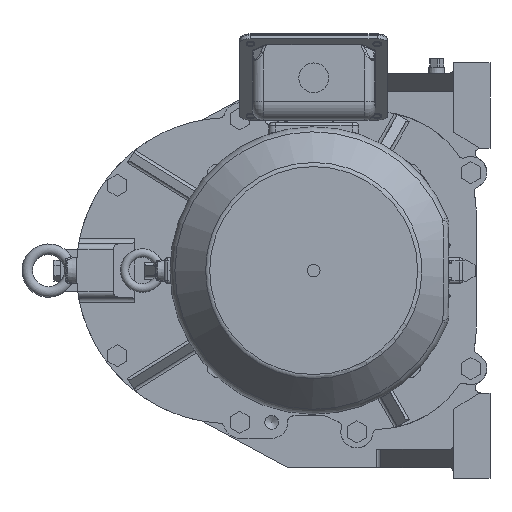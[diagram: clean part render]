
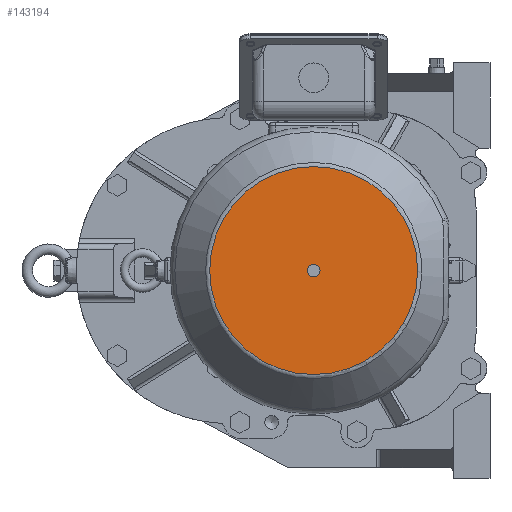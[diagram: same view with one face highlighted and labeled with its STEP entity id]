
A CAD part, left-side view. The second image highlights one B-rep face of the part: STEP entity #143194.
In plain terms, the highlighted planar face has unit normal (-1, 0, 0).
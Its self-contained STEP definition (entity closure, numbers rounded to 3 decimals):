
#3849 = VERTEX_POINT ( 'NONE', #52013 ) ;
#20340 = EDGE_LOOP ( 'NONE', ( #129204 ) ) ;
#23070 = DIRECTION ( 'NONE',  ( 0., 0., -1. ) ) ;
#29975 = AXIS2_PLACEMENT_3D ( 'NONE', #83022, #70441, #23070 ) ;
#42248 = EDGE_CURVE ( 'NONE', #3849, #3849, #100580, .T. ) ;
#52013 = CARTESIAN_POINT ( 'NONE',  ( -424.1, -69.435, -6. ) ) ;
#54193 = CARTESIAN_POINT ( 'NONE',  ( -424.1, -69.435, 0. ) ) ;
#55011 = PLANE ( 'NONE',  #126578 ) ;
#56991 = AXIS2_PLACEMENT_3D ( 'NONE', #54193, #88097, #111785 ) ;
#58058 = ORIENTED_EDGE ( 'NONE', *, *, #128330, .T. ) ;
#66835 = FACE_OUTER_BOUND ( 'NONE', #104783, .T. ) ;
#70441 = DIRECTION ( 'NONE',  ( 1., 0., 0. ) ) ;
#83022 = CARTESIAN_POINT ( 'NONE',  ( -424.1, -69.435, 0. ) ) ;
#88097 = DIRECTION ( 'NONE',  ( -1., 0., 0. ) ) ;
#95928 = DIRECTION ( 'NONE',  ( 0., 0., -1. ) ) ;
#98031 = CARTESIAN_POINT ( 'NONE',  ( -424.1, -69.435, -97.668 ) ) ;
#100580 = CIRCLE ( 'NONE', #29975, 6. ) ;
#103108 = CARTESIAN_POINT ( 'NONE',  ( -424.1, 30.565, 0. ) ) ;
#104783 = EDGE_LOOP ( 'NONE', ( #58058 ) ) ;
#106236 = FACE_BOUND ( 'NONE', #20340, .T. ) ;
#111785 = DIRECTION ( 'NONE',  ( 0., 0., -1. ) ) ;
#121127 = DIRECTION ( 'NONE',  ( 1., 0., 0. ) ) ;
#122441 = VERTEX_POINT ( 'NONE', #98031 ) ;
#124917 = CIRCLE ( 'NONE', #56991, 97.668 ) ;
#126578 = AXIS2_PLACEMENT_3D ( 'NONE', #103108, #121127, #95928 ) ;
#128330 = EDGE_CURVE ( 'NONE', #122441, #122441, #124917, .T. ) ;
#129204 = ORIENTED_EDGE ( 'NONE', *, *, #42248, .T. ) ;
#143194 = ADVANCED_FACE ( 'NONE', ( #106236, #66835 ), #55011, .F. ) ;
